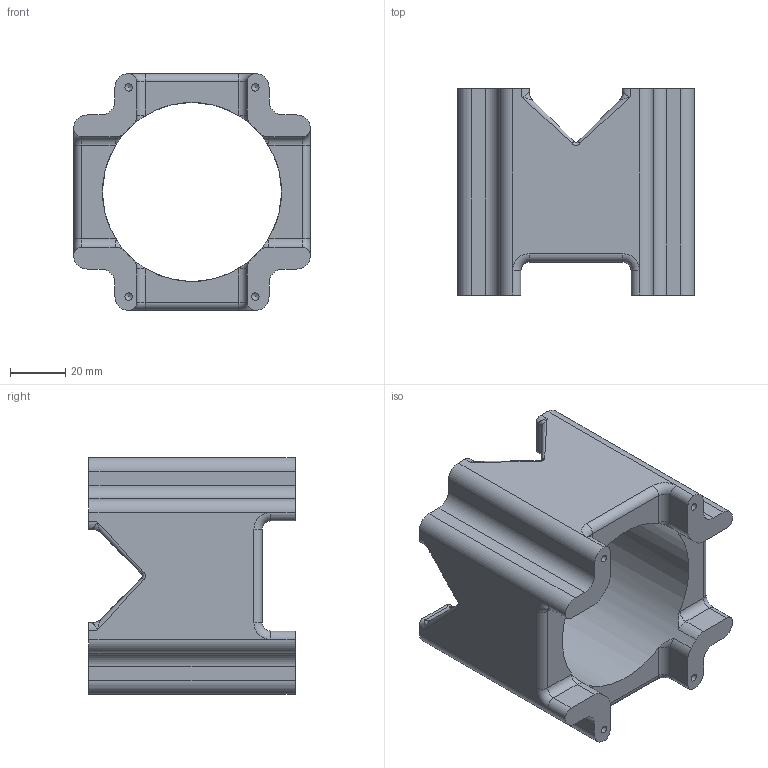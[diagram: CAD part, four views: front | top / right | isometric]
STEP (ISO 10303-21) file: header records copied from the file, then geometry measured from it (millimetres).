
FILE_DESCRIPTION(/* description */ ('STEP AP242','CAx-IF Rec.Pracs.---Representation and Presentation of Product Manufacturing Information (PMI)---4.0---2014-10-13','CAx-IF Rec.Pracs.---3D Tessellated Geometry---0.4---2014-09-14','2;1'),/* implementation_level */ '2;1');
FILE_NAME(/* name */ 'Assembly 1 - Part 2 (2)',/* time_stamp */ '2025-02-09T17:05:57Z',/* author */ (''),/* organization */ (''),/* preprocessor_version */ 'ST-DEVELOPER v20',/* originating_system */ 'ONSHAPE BY PTC INC, 1.193',/* authorisation */ ' ');
FILE_SCHEMA (('AP242_MANAGED_MODEL_BASED_3D_ENGINEERING_MIM_LF { 1 0 10303 442 1 1 4 }'));
Length unit declared in the file: metre
Products named in the file (1): Part 2
Bounding box: 86 x 75 x 86 mm (x, y, z)
Volume: 193501 mm3; surface area: 41090.4 mm2
Topology: 1 solids, 1 shells, 205 faces, 550 edges, 329 vertices
Faces by surface type: bspline 68, cylinder 61, plane 52, torus 20, cone 4
Full cylindrical faces by diameter (mm): 2.7 x8, 65 x1
Entity records: 8042 total; most frequent: CARTESIAN_POINT 3542, ORIENTED_EDGE 1016, DIRECTION 804, EDGE_CURVE 508, VERTEX_POINT 324, AXIS2_PLACEMENT_3D 306, FACE_BOUND 226, EDGE_LOOP 222
